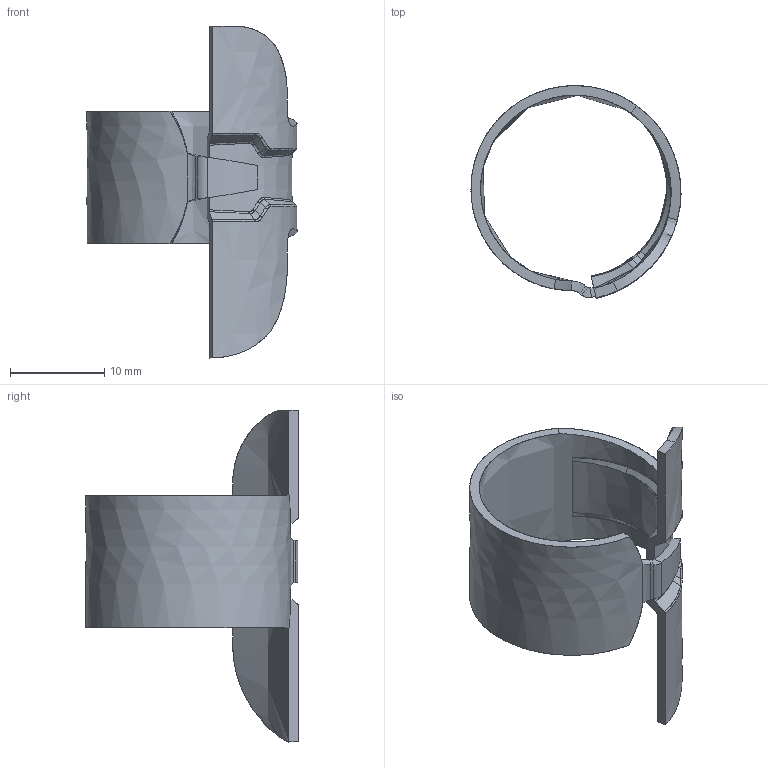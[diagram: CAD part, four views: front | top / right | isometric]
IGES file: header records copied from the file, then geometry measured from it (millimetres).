
Start section: SolidWorks IGES file using analytic representation for surfaces
Global section: file name: D7140393.IGS; native system: SolidWorks 2017; preprocessor: SolidWorks 2017; author: 54934; date: 221118.073532; units: millimetre
Bounding box: 22.24 x 22.49 x 35.15 mm (x, y, z)
Surface area: 2369.3 mm2 (no closed solid volume)
Topology: 0 solids, 0 shells, 103 faces, 1222 edges, 1218 vertices
Faces by surface type: bspline 100, revolution 3
